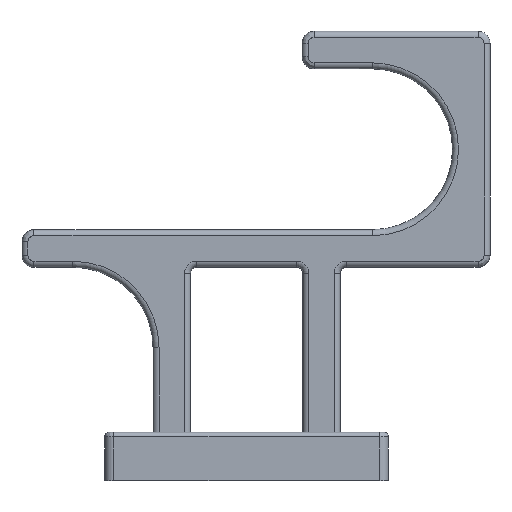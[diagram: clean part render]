
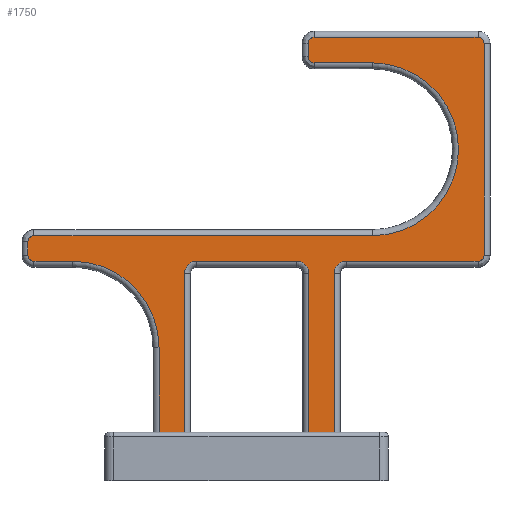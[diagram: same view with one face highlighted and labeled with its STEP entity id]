
A CAD part, left-side view. The second image highlights one B-rep face of the part: STEP entity #1750.
In plain terms, the highlighted planar face has unit normal (-1, 0, 0).
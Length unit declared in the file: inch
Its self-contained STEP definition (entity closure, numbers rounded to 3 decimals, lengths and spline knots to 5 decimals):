
#126=DIRECTION('',(0.,-1.,0.));
#127=VECTOR('',#126,0.17);
#128=CARTESIAN_POINT('',(-0.25,0.585,0.323));
#129=LINE('',#128,#127);
#162=DIRECTION('',(0.,-1.,0.));
#163=VECTOR('',#162,0.17);
#164=CARTESIAN_POINT('',(-0.25,-0.415,0.323));
#165=LINE('',#164,#163);
#378=DIRECTION('',(0.,0.,-1.));
#379=VECTOR('',#378,0.565);
#380=CARTESIAN_POINT('',(-0.25,0.585,0.888));
#381=LINE('',#380,#379);
#382=CARTESIAN_POINT('',(-0.25,1.162,0.888));
#383=DIRECTION('',(1.,0.,0.));
#384=DIRECTION('',(0.,0.,1.));
#385=AXIS2_PLACEMENT_3D('',#382,#383,#384);
#387=DIRECTION('',(0.,-1.,0.));
#388=VECTOR('',#387,0.258);
#389=CARTESIAN_POINT('',(-0.25,1.42,1.465));
#390=LINE('',#389,#388);
#391=CARTESIAN_POINT('',(-0.25,1.42,1.505));
#392=DIRECTION('',(-1.,0.,0.));
#393=DIRECTION('',(0.,1.,0.));
#394=AXIS2_PLACEMENT_3D('',#391,#392,#393);
#396=DIRECTION('',(0.,0.,-1.));
#397=VECTOR('',#396,0.09002);
#398=CARTESIAN_POINT('',(-0.25,1.46,1.59502));
#399=LINE('',#398,#397);
#400=CARTESIAN_POINT('',(-0.25,1.42,1.59502));
#401=DIRECTION('',(-1.,0.,0.));
#402=DIRECTION('',(0.,0.,1.));
#403=AXIS2_PLACEMENT_3D('',#400,#401,#402);
#405=DIRECTION('',(0.,1.,0.));
#406=VECTOR('',#405,2.25813);
#407=CARTESIAN_POINT('',(-0.25,-0.83812,1.6355));
#408=LINE('',#407,#406);
#409=CARTESIAN_POINT('',(-0.25,-0.838,2.2125));
#410=DIRECTION('',(1.,0.,0.));
#411=DIRECTION('',(0.,-0.001,1.));
#412=AXIS2_PLACEMENT_3D('',#409,#410,#411);
#414=DIRECTION('',(0.,-1.,-0.001));
#415=VECTOR('',#414,0.38866);
#416=CARTESIAN_POINT('',(-0.25,-0.44996,2.78991));
#417=LINE('',#416,#415);
#418=CARTESIAN_POINT('',(-0.25,-0.45,2.82991));
#419=DIRECTION('',(-1.,0.,0.));
#420=DIRECTION('',(0.,1.,0.));
#421=AXIS2_PLACEMENT_3D('',#418,#419,#420);
#423=DIRECTION('',(0.,0.,-1.));
#424=VECTOR('',#423,0.09009);
#425=CARTESIAN_POINT('',(-0.25,-0.41,2.92));
#426=LINE('',#425,#424);
#427=CARTESIAN_POINT('',(-0.25,-0.45,2.92));
#428=DIRECTION('',(-1.,0.,0.));
#429=DIRECTION('',(0.,0.,1.));
#430=AXIS2_PLACEMENT_3D('',#427,#428,#429);
#432=DIRECTION('',(0.,1.,0.));
#433=VECTOR('',#432,1.095);
#434=CARTESIAN_POINT('',(-0.25,-1.545,2.96));
#435=LINE('',#434,#433);
#436=CARTESIAN_POINT('',(-0.25,-1.545,2.92));
#437=DIRECTION('',(-1.,0.,0.));
#438=DIRECTION('',(0.,-1.,0.));
#439=AXIS2_PLACEMENT_3D('',#436,#437,#438);
#441=DIRECTION('',(0.,0.,1.));
#442=VECTOR('',#441,1.415);
#443=CARTESIAN_POINT('',(-0.25,-1.585,1.505));
#444=LINE('',#443,#442);
#445=CARTESIAN_POINT('',(-0.25,-1.545,1.505));
#446=DIRECTION('',(-1.,0.,0.));
#447=DIRECTION('',(0.,0.,-1.));
#448=AXIS2_PLACEMENT_3D('',#445,#446,#447);
#450=DIRECTION('',(0.,-1.,0.));
#451=VECTOR('',#450,0.88);
#452=CARTESIAN_POINT('',(-0.25,-0.665,1.465));
#453=LINE('',#452,#451);
#454=CARTESIAN_POINT('',(-0.25,-0.665,1.385));
#455=DIRECTION('',(1.,0.,0.));
#456=DIRECTION('',(0.,1.,0.));
#457=AXIS2_PLACEMENT_3D('',#454,#455,#456);
#459=DIRECTION('',(0.,0.,1.));
#460=VECTOR('',#459,1.062);
#461=CARTESIAN_POINT('',(-0.25,-0.585,0.323));
#462=LINE('',#461,#460);
#463=DIRECTION('',(0.,0.,-1.));
#464=VECTOR('',#463,1.062);
#465=CARTESIAN_POINT('',(-0.25,-0.415,1.385));
#466=LINE('',#465,#464);
#467=CARTESIAN_POINT('',(-0.25,-0.335,1.385));
#468=DIRECTION('',(1.,0.,0.));
#469=DIRECTION('',(0.,0.,1.));
#470=AXIS2_PLACEMENT_3D('',#467,#468,#469);
#472=DIRECTION('',(0.,-1.,0.));
#473=VECTOR('',#472,0.67);
#474=CARTESIAN_POINT('',(-0.25,0.335,1.465));
#475=LINE('',#474,#473);
#476=CARTESIAN_POINT('',(-0.25,0.335,1.385));
#477=DIRECTION('',(1.,0.,0.));
#478=DIRECTION('',(0.,1.,0.));
#479=AXIS2_PLACEMENT_3D('',#476,#477,#478);
#481=DIRECTION('',(0.,0.,1.));
#482=VECTOR('',#481,1.062);
#483=CARTESIAN_POINT('',(-0.25,0.415,0.323));
#484=LINE('',#483,#482);
#1038=CARTESIAN_POINT('',(-0.25,-0.41,2.82991));
#1039=CARTESIAN_POINT('',(-0.25,-0.44996,2.78991));
#1040=VERTEX_POINT('',#1038);
#1041=VERTEX_POINT('',#1039);
#1046=CARTESIAN_POINT('',(-0.25,-0.83862,2.7895));
#1047=VERTEX_POINT('',#1046);
#1050=CARTESIAN_POINT('',(-0.25,-0.83812,1.6355));
#1051=VERTEX_POINT('',#1050);
#1054=CARTESIAN_POINT('',(-0.25,1.42001,1.63502));
#1055=VERTEX_POINT('',#1054);
#1058=CARTESIAN_POINT('',(-0.25,1.46,1.59502));
#1059=VERTEX_POINT('',#1058);
#1062=CARTESIAN_POINT('',(-0.25,1.46,1.505));
#1063=VERTEX_POINT('',#1062);
#1066=CARTESIAN_POINT('',(-0.25,1.42,1.465));
#1067=VERTEX_POINT('',#1066);
#1070=CARTESIAN_POINT('',(-0.25,1.162,1.465));
#1071=VERTEX_POINT('',#1070);
#1074=CARTESIAN_POINT('',(-0.25,0.585,0.888));
#1075=VERTEX_POINT('',#1074);
#1078=CARTESIAN_POINT('',(-0.25,0.415,1.385));
#1079=CARTESIAN_POINT('',(-0.25,0.335,1.465));
#1080=VERTEX_POINT('',#1078);
#1081=VERTEX_POINT('',#1079);
#1086=CARTESIAN_POINT('',(-0.25,-0.335,1.465));
#1087=VERTEX_POINT('',#1086);
#1090=CARTESIAN_POINT('',(-0.25,-0.415,1.385));
#1091=VERTEX_POINT('',#1090);
#1094=CARTESIAN_POINT('',(-0.25,-0.585,1.385));
#1095=CARTESIAN_POINT('',(-0.25,-0.665,1.465));
#1096=VERTEX_POINT('',#1094);
#1097=VERTEX_POINT('',#1095);
#1102=CARTESIAN_POINT('',(-0.25,-1.545,1.465));
#1103=VERTEX_POINT('',#1102);
#1106=CARTESIAN_POINT('',(-0.25,-1.585,1.505));
#1107=VERTEX_POINT('',#1106);
#1110=CARTESIAN_POINT('',(-0.25,-1.585,2.92));
#1111=VERTEX_POINT('',#1110);
#1114=CARTESIAN_POINT('',(-0.25,-1.545,2.96));
#1115=VERTEX_POINT('',#1114);
#1118=CARTESIAN_POINT('',(-0.25,-0.45,2.96));
#1119=VERTEX_POINT('',#1118);
#1122=CARTESIAN_POINT('',(-0.25,-0.41,2.92));
#1123=VERTEX_POINT('',#1122);
#1222=CARTESIAN_POINT('',(-0.25,0.585,0.323));
#1223=CARTESIAN_POINT('',(-0.25,0.415,0.323));
#1224=VERTEX_POINT('',#1222);
#1225=VERTEX_POINT('',#1223);
#1226=CARTESIAN_POINT('',(-0.25,-0.415,0.323));
#1227=CARTESIAN_POINT('',(-0.25,-0.585,0.323));
#1228=VERTEX_POINT('',#1226);
#1229=VERTEX_POINT('',#1227);
#1694=CARTESIAN_POINT('',(-0.25,-1.625,1.425));
#1695=DIRECTION('',(-1.,0.,0.));
#1696=DIRECTION('',(0.,0.,1.));
#1697=AXIS2_PLACEMENT_3D('',#1694,#1695,#1696);
#1698=PLANE('',#1697);
#1699=ORIENTED_EDGE('',*,*,#1424,.F.);
#1701=ORIENTED_EDGE('',*,*,#1700,.F.);
#1703=ORIENTED_EDGE('',*,*,#1702,.F.);
#1705=ORIENTED_EDGE('',*,*,#1704,.F.);
#1707=ORIENTED_EDGE('',*,*,#1706,.F.);
#1709=ORIENTED_EDGE('',*,*,#1708,.F.);
#1711=ORIENTED_EDGE('',*,*,#1710,.F.);
#1713=ORIENTED_EDGE('',*,*,#1712,.F.);
#1715=ORIENTED_EDGE('',*,*,#1714,.F.);
#1717=ORIENTED_EDGE('',*,*,#1716,.F.);
#1719=ORIENTED_EDGE('',*,*,#1718,.F.);
#1721=ORIENTED_EDGE('',*,*,#1720,.F.);
#1723=ORIENTED_EDGE('',*,*,#1722,.F.);
#1725=ORIENTED_EDGE('',*,*,#1724,.F.);
#1727=ORIENTED_EDGE('',*,*,#1726,.F.);
#1729=ORIENTED_EDGE('',*,*,#1728,.F.);
#1731=ORIENTED_EDGE('',*,*,#1730,.F.);
#1733=ORIENTED_EDGE('',*,*,#1732,.F.);
#1735=ORIENTED_EDGE('',*,*,#1734,.F.);
#1737=ORIENTED_EDGE('',*,*,#1736,.F.);
#1738=ORIENTED_EDGE('',*,*,#1442,.F.);
#1740=ORIENTED_EDGE('',*,*,#1739,.F.);
#1742=ORIENTED_EDGE('',*,*,#1741,.F.);
#1744=ORIENTED_EDGE('',*,*,#1743,.F.);
#1746=ORIENTED_EDGE('',*,*,#1745,.F.);
#1747=ORIENTED_EDGE('',*,*,#1686,.F.);
#1748=EDGE_LOOP('',(#1699,#1701,#1703,#1705,#1707,#1709,#1711,#1713,#1715,#1717,
#1719,#1721,#1723,#1725,#1727,#1729,#1731,#1733,#1735,#1737,#1738,#1740,#1742,
#1744,#1746,#1747));
#1749=FACE_OUTER_BOUND('',#1748,.F.);
#1750=ADVANCED_FACE('',(#1749),#1698,.T.);
#386=CIRCLE('',#385,0.577);
#395=CIRCLE('',#394,0.04);
#404=CIRCLE('',#403,0.04);
#413=CIRCLE('',#412,0.577);
#422=CIRCLE('',#421,0.04);
#431=CIRCLE('',#430,0.04);
#440=CIRCLE('',#439,0.04);
#449=CIRCLE('',#448,0.04);
#458=CIRCLE('',#457,0.08);
#471=CIRCLE('',#470,0.08);
#480=CIRCLE('',#479,0.08);
#1424=EDGE_CURVE('',#1224,#1225,#129,.T.);
#1442=EDGE_CURVE('',#1228,#1229,#165,.T.);
#1686=EDGE_CURVE('',#1225,#1080,#484,.T.);
#1700=EDGE_CURVE('',#1075,#1224,#381,.T.);
#1702=EDGE_CURVE('',#1071,#1075,#386,.T.);
#1704=EDGE_CURVE('',#1067,#1071,#390,.T.);
#1706=EDGE_CURVE('',#1063,#1067,#395,.T.);
#1708=EDGE_CURVE('',#1059,#1063,#399,.T.);
#1710=EDGE_CURVE('',#1055,#1059,#404,.T.);
#1712=EDGE_CURVE('',#1051,#1055,#408,.T.);
#1714=EDGE_CURVE('',#1047,#1051,#413,.T.);
#1716=EDGE_CURVE('',#1041,#1047,#417,.T.);
#1718=EDGE_CURVE('',#1040,#1041,#422,.T.);
#1720=EDGE_CURVE('',#1123,#1040,#426,.T.);
#1722=EDGE_CURVE('',#1119,#1123,#431,.T.);
#1724=EDGE_CURVE('',#1115,#1119,#435,.T.);
#1726=EDGE_CURVE('',#1111,#1115,#440,.T.);
#1728=EDGE_CURVE('',#1107,#1111,#444,.T.);
#1730=EDGE_CURVE('',#1103,#1107,#449,.T.);
#1732=EDGE_CURVE('',#1097,#1103,#453,.T.);
#1734=EDGE_CURVE('',#1096,#1097,#458,.T.);
#1736=EDGE_CURVE('',#1229,#1096,#462,.T.);
#1739=EDGE_CURVE('',#1091,#1228,#466,.T.);
#1741=EDGE_CURVE('',#1087,#1091,#471,.T.);
#1743=EDGE_CURVE('',#1081,#1087,#475,.T.);
#1745=EDGE_CURVE('',#1080,#1081,#480,.T.);
